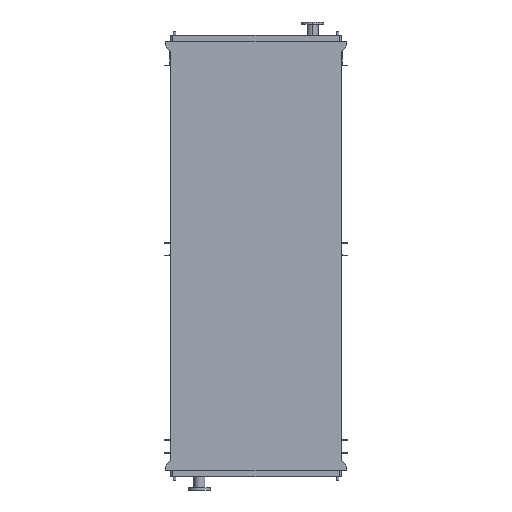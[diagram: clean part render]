
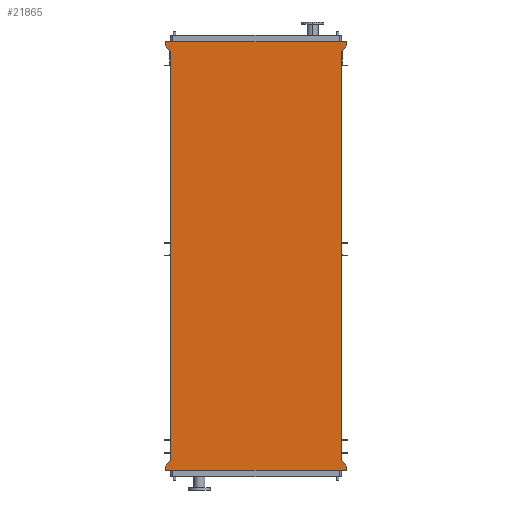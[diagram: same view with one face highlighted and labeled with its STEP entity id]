
A CAD part, front view. The second image highlights one B-rep face of the part: STEP entity #21865.
In plain terms, the highlighted planar face has unit normal (0, -1, 0).
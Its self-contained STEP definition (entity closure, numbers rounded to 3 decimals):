
#848 = DIRECTION ( 'NONE',  ( 1., 0., 0. ) ) ;
#1011 = DIRECTION ( 'NONE',  ( 0., 0., 1. ) ) ;
#1092 = LINE ( 'NONE', #15889, #14591 ) ;
#1131 = LINE ( 'NONE', #13872, #8854 ) ;
#1154 = LINE ( 'NONE', #23246, #19071 ) ;
#1373 = EDGE_CURVE ( 'NONE', #5790, #4609, #14486, .T. ) ;
#1666 = EDGE_CURVE ( 'NONE', #20693, #3896, #20071, .T. ) ;
#1746 = LINE ( 'NONE', #15090, #4597 ) ;
#2023 = VECTOR ( 'NONE', #6539, 1000. ) ;
#2063 = ORIENTED_EDGE ( 'NONE', *, *, #8811, .F. ) ;
#2295 = CARTESIAN_POINT ( 'NONE',  ( -891., 0., -4103. ) ) ;
#2737 = CARTESIAN_POINT ( 'NONE',  ( -845., 0., -4050. ) ) ;
#3269 = CARTESIAN_POINT ( 'NONE',  ( -891., 0., 95. ) ) ;
#3896 = VERTEX_POINT ( 'NONE', #17964 ) ;
#3997 = VERTEX_POINT ( 'NONE', #22638 ) ;
#4100 = VERTEX_POINT ( 'NONE', #19503 ) ;
#4252 = CARTESIAN_POINT ( 'NONE',  ( -845., 0., 0. ) ) ;
#4597 = VECTOR ( 'NONE', #18750, 1000. ) ;
#4609 = VERTEX_POINT ( 'NONE', #10490 ) ;
#5450 = CARTESIAN_POINT ( 'NONE',  ( -891., 0., 53. ) ) ;
#5549 = EDGE_CURVE ( 'NONE', #22577, #4100, #22080, .T. ) ;
#5790 = VERTEX_POINT ( 'NONE', #16565 ) ;
#5878 = CARTESIAN_POINT ( 'NONE',  ( -891., 0., -4103. ) ) ;
#6115 = ORIENTED_EDGE ( 'NONE', *, *, #18630, .F. ) ;
#6207 = DIRECTION ( 'NONE',  ( 0., 0., -1. ) ) ;
#6487 = CARTESIAN_POINT ( 'NONE',  ( -845., 0., -4050. ) ) ;
#6539 = DIRECTION ( 'NONE',  ( 0.655, 0., -0.755 ) ) ;
#7078 = EDGE_CURVE ( 'NONE', #8923, #15944, #19133, .T. ) ;
#7745 = ORIENTED_EDGE ( 'NONE', *, *, #7078, .F. ) ;
#7875 = AXIS2_PLACEMENT_3D ( 'NONE', #8265, #12026, #6207 ) ;
#7903 = CARTESIAN_POINT ( 'NONE',  ( -845., 0., -4050. ) ) ;
#7945 = ORIENTED_EDGE ( 'NONE', *, *, #11186, .F. ) ;
#8010 = CARTESIAN_POINT ( 'NONE',  ( 891., 0., 95. ) ) ;
#8236 = ORIENTED_EDGE ( 'NONE', *, *, #23803, .F. ) ;
#8265 = CARTESIAN_POINT ( 'NONE',  ( -845., 0., -4050. ) ) ;
#8547 = ORIENTED_EDGE ( 'NONE', *, *, #23235, .F. ) ;
#8811 = EDGE_CURVE ( 'NONE', #17332, #16347, #18871, .T. ) ;
#8854 = VECTOR ( 'NONE', #13754, 1000. ) ;
#8923 = VERTEX_POINT ( 'NONE', #6487 ) ;
#9896 = VECTOR ( 'NONE', #11114, 1000. ) ;
#9971 = VECTOR ( 'NONE', #1011, 1000. ) ;
#10362 = CARTESIAN_POINT ( 'NONE',  ( 845., 0., -4050. ) ) ;
#10490 = CARTESIAN_POINT ( 'NONE',  ( 845., 0., 0. ) ) ;
#11114 = DIRECTION ( 'NONE',  ( 0., 0., 1. ) ) ;
#11186 = EDGE_CURVE ( 'NONE', #4100, #20693, #23549, .T. ) ;
#11370 = VECTOR ( 'NONE', #15724, 1000. ) ;
#11657 = FACE_OUTER_BOUND ( 'NONE', #19007, .T. ) ;
#12026 = DIRECTION ( 'NONE',  ( 0., -1., 0. ) ) ;
#12168 = CARTESIAN_POINT ( 'NONE',  ( 891., 0., -4145. ) ) ;
#13140 = EDGE_CURVE ( 'NONE', #3997, #13170, #1131, .T. ) ;
#13170 = VERTEX_POINT ( 'NONE', #12168 ) ;
#13754 = DIRECTION ( 'NONE',  ( 0., 0., -1. ) ) ;
#13872 = CARTESIAN_POINT ( 'NONE',  ( 891., 0., -4145. ) ) ;
#14052 = EDGE_CURVE ( 'NONE', #5790, #3997, #21215, .T. ) ;
#14471 = EDGE_CURVE ( 'NONE', #3896, #4609, #1154, .T. ) ;
#14486 = LINE ( 'NONE', #10362, #9971 ) ;
#14591 = VECTOR ( 'NONE', #23298, 1000. ) ;
#14653 = VECTOR ( 'NONE', #848, 1000. ) ;
#14890 = ORIENTED_EDGE ( 'NONE', *, *, #14471, .F. ) ;
#15090 = CARTESIAN_POINT ( 'NONE',  ( -891., 0., -4145. ) ) ;
#15274 = ORIENTED_EDGE ( 'NONE', *, *, #1666, .F. ) ;
#15580 = VECTOR ( 'NONE', #16627, 1000. ) ;
#15724 = DIRECTION ( 'NONE',  ( 0., 0., 1. ) ) ;
#15889 = CARTESIAN_POINT ( 'NONE',  ( -845., 0., 0. ) ) ;
#15944 = VERTEX_POINT ( 'NONE', #4252 ) ;
#16236 = VECTOR ( 'NONE', #21271, 1000. ) ;
#16303 = ORIENTED_EDGE ( 'NONE', *, *, #1373, .T. ) ;
#16347 = VERTEX_POINT ( 'NONE', #2295 ) ;
#16565 = CARTESIAN_POINT ( 'NONE',  ( 845., 0., -4050. ) ) ;
#16627 = DIRECTION ( 'NONE',  ( 0., 0., 1. ) ) ;
#17332 = VERTEX_POINT ( 'NONE', #19239 ) ;
#17760 = VECTOR ( 'NONE', #18250, 1000. ) ;
#17832 = CARTESIAN_POINT ( 'NONE',  ( 891., 0., -4103. ) ) ;
#17964 = CARTESIAN_POINT ( 'NONE',  ( 891., 0., 53. ) ) ;
#18250 = DIRECTION ( 'NONE',  ( 0., 0., -1. ) ) ;
#18495 = CARTESIAN_POINT ( 'NONE',  ( 891., 0., 95. ) ) ;
#18630 = EDGE_CURVE ( 'NONE', #13170, #17332, #1746, .T. ) ;
#18750 = DIRECTION ( 'NONE',  ( -1., 0., 0. ) ) ;
#18871 = LINE ( 'NONE', #5878, #9896 ) ;
#19007 = EDGE_LOOP ( 'NONE', ( #16303, #14890, #15274, #7945, #19660, #8236, #7745, #8547, #2063, #6115, #23426, #21623 ) ) ;
#19071 = VECTOR ( 'NONE', #21304, 1000. ) ;
#19133 = LINE ( 'NONE', #2737, #11370 ) ;
#19239 = CARTESIAN_POINT ( 'NONE',  ( -891., 0., -4145. ) ) ;
#19503 = CARTESIAN_POINT ( 'NONE',  ( -891., 0., 95. ) ) ;
#19660 = ORIENTED_EDGE ( 'NONE', *, *, #5549, .F. ) ;
#20071 = LINE ( 'NONE', #18495, #17760 ) ;
#20693 = VERTEX_POINT ( 'NONE', #8010 ) ;
#21017 = LINE ( 'NONE', #7903, #16236 ) ;
#21215 = LINE ( 'NONE', #17832, #2023 ) ;
#21271 = DIRECTION ( 'NONE',  ( 0.655, 0., 0.755 ) ) ;
#21304 = DIRECTION ( 'NONE',  ( -0.655, 0., -0.755 ) ) ;
#21623 = ORIENTED_EDGE ( 'NONE', *, *, #14052, .F. ) ;
#21865 = ADVANCED_FACE ( 'NONE', ( #11657 ), #22837, .T. ) ;
#22080 = LINE ( 'NONE', #5450, #15580 ) ;
#22577 = VERTEX_POINT ( 'NONE', #24020 ) ;
#22638 = CARTESIAN_POINT ( 'NONE',  ( 891., 0., -4103. ) ) ;
#22837 = PLANE ( 'NONE',  #7875 ) ;
#23235 = EDGE_CURVE ( 'NONE', #16347, #8923, #21017, .T. ) ;
#23246 = CARTESIAN_POINT ( 'NONE',  ( 891., 0., 53. ) ) ;
#23298 = DIRECTION ( 'NONE',  ( -0.655, 0., 0.755 ) ) ;
#23426 = ORIENTED_EDGE ( 'NONE', *, *, #13140, .F. ) ;
#23549 = LINE ( 'NONE', #3269, #14653 ) ;
#23803 = EDGE_CURVE ( 'NONE', #15944, #22577, #1092, .T. ) ;
#24020 = CARTESIAN_POINT ( 'NONE',  ( -891., 0., 53. ) ) ;
